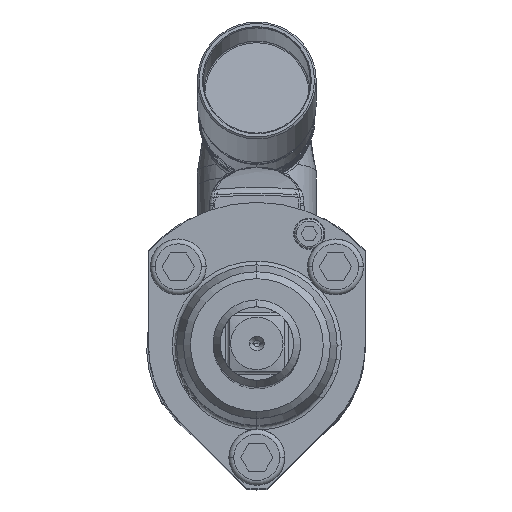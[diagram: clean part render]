
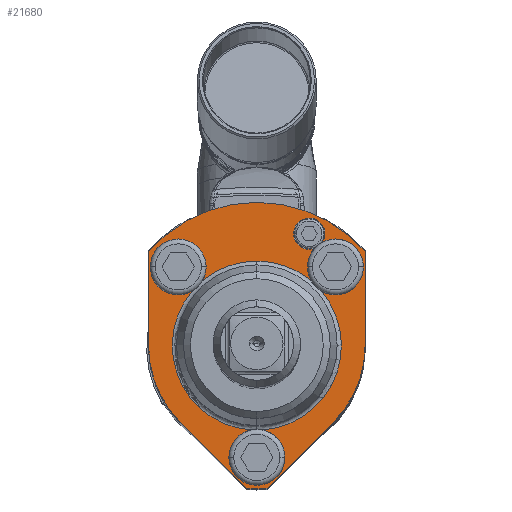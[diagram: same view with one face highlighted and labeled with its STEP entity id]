
A CAD part, top view. The second image highlights one B-rep face of the part: STEP entity #21680.
In plain terms, the highlighted planar face has unit normal (0, 0, 1).
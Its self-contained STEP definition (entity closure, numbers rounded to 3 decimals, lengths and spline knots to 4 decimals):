
#3715=CARTESIAN_POINT('',(0.,0.,19.1732));
#3716=DIRECTION('',(0.,0.,1.));
#3717=DIRECTION('',(0.756,0.654,0.));
#3718=AXIS2_PLACEMENT_3D('',#3715,#3716,#3717);
#3745=CARTESIAN_POINT('',(0.,0.,19.1732));
#3746=DIRECTION('',(0.,0.,1.));
#3747=DIRECTION('',(-0.072,-0.997,0.));
#3748=AXIS2_PLACEMENT_3D('',#3745,#3746,#3747);
#3754=DIRECTION('',(0.,-1.,0.));
#3755=VECTOR('',#3754,1.0564);
#3756=CARTESIAN_POINT('',(-1.2205,1.0564,19.1732));
#3757=LINE('',#3756,#3755);
#3758=DIRECTION('',(0.,-1.,0.));
#3759=VECTOR('',#3758,1.0564);
#3760=CARTESIAN_POINT('',(1.2205,1.0564,19.1732));
#3761=LINE('',#3760,#3759);
#3762=CARTESIAN_POINT('',(0.,0.,19.1732));
#3763=DIRECTION('',(0.,0.,-1.));
#3764=DIRECTION('',(1.,0.,0.));
#3765=AXIS2_PLACEMENT_3D('',#3762,#3763,#3764);
#3767=DIRECTION('',(0.707,0.707,0.));
#3768=VECTOR('',#3767,1.0564);
#3769=CARTESIAN_POINT('',(0.116,-1.61,
19.1732));
#3770=LINE('',#3769,#3768);
#3771=DIRECTION('',(-0.707,0.707,0.));
#3772=VECTOR('',#3771,1.0564);
#3773=CARTESIAN_POINT('',(-0.116,-1.61,
19.1732));
#3774=LINE('',#3773,#3772);
#3775=CARTESIAN_POINT('',(0.,0.,19.1732));
#3776=DIRECTION('',(0.,0.,-1.));
#3777=DIRECTION('',(-0.707,-0.707,0.));
#3778=AXIS2_PLACEMENT_3D('',#3775,#3776,#3777);
#3780=CARTESIAN_POINT('',(0.,-1.2598,19.1732));
#3781=DIRECTION('',(0.,0.,-1.));
#3782=DIRECTION('',(1.,0.,0.));
#3783=AXIS2_PLACEMENT_3D('',#3780,#3781,#3782);
#3785=CARTESIAN_POINT('',(0.,-1.2598,19.1732));
#3786=DIRECTION('',(0.,0.,-1.));
#3787=DIRECTION('',(0.193,0.981,0.));
#3788=AXIS2_PLACEMENT_3D('',#3785,#3786,#3787);
#3790=CARTESIAN_POINT('',(0.,0.,19.1732));
#3791=DIRECTION('',(0.,0.,1.));
#3792=DIRECTION('',(0.064,-0.998,0.));
#3793=AXIS2_PLACEMENT_3D('',#3790,#3791,#3792);
#3795=CARTESIAN_POINT('',(0.8858,0.8858,
19.1732));
#3796=DIRECTION('',(0.,0.,-1.));
#3797=DIRECTION('',(1.,0.,0.));
#3798=AXIS2_PLACEMENT_3D('',#3795,#3796,#3797);
#3800=CARTESIAN_POINT('',(0.8858,0.8858,
19.1732));
#3801=DIRECTION('',(0.,0.,-1.));
#3802=DIRECTION('',(-0.462,0.887,0.));
#3803=AXIS2_PLACEMENT_3D('',#3800,#3801,#3802);
#3805=CARTESIAN_POINT('',(0.5906,1.2598,19.1732));
#3806=DIRECTION('',(0.,0.,-1.));
#3807=DIRECTION('',(0.,1.,0.));
#3808=AXIS2_PLACEMENT_3D('',#3805,#3806,#3807);
#3810=CARTESIAN_POINT('',(0.5906,1.2598,19.1732));
#3811=DIRECTION('',(0.,0.,-1.));
#3812=DIRECTION('',(0.,-1.,0.));
#3813=AXIS2_PLACEMENT_3D('',#3810,#3811,#3812);
#3815=CARTESIAN_POINT('',(0.5906,1.2598,19.1732));
#3816=DIRECTION('',(0.,0.,-1.));
#3817=DIRECTION('',(0.324,-0.946,0.));
#3818=AXIS2_PLACEMENT_3D('',#3815,#3816,#3817);
#3820=CARTESIAN_POINT('',(0.8858,0.8858,
19.1732));
#3821=DIRECTION('',(0.,0.,-1.));
#3822=DIRECTION('',(-1.,0.,0.));
#3823=AXIS2_PLACEMENT_3D('',#3820,#3821,#3822);
#3825=CARTESIAN_POINT('',(0.8858,0.8858,
19.1732));
#3826=DIRECTION('',(0.,0.,-1.));
#3827=DIRECTION('',(-0.869,-0.494,0.));
#3828=AXIS2_PLACEMENT_3D('',#3825,#3826,#3827);
#3830=CARTESIAN_POINT('',(0.,0.,19.1732));
#3831=DIRECTION('',(0.,0.,1.));
#3832=DIRECTION('',(0.642,0.766,0.));
#3833=AXIS2_PLACEMENT_3D('',#3830,#3831,#3832);
#3835=CARTESIAN_POINT('',(0.,0.,19.1732));
#3836=DIRECTION('',(0.,0.,1.));
#3837=DIRECTION('',(0.,1.,0.));
#3838=AXIS2_PLACEMENT_3D('',#3835,#3836,#3837);
#3840=CARTESIAN_POINT('',(-0.8858,0.8858,
19.1732));
#3841=DIRECTION('',(0.,0.,-1.));
#3842=DIRECTION('',(1.,0.,0.));
#3843=AXIS2_PLACEMENT_3D('',#3840,#3841,#3842);
#3845=CARTESIAN_POINT('',(-0.8858,0.8858,
19.1732));
#3846=DIRECTION('',(0.,0.,-1.));
#3847=DIRECTION('',(-1.,0.,0.));
#3848=AXIS2_PLACEMENT_3D('',#3845,#3846,#3847);
#3850=CARTESIAN_POINT('',(-0.8858,0.8858,
19.1732));
#3851=DIRECTION('',(0.,0.,-1.));
#3852=DIRECTION('',(0.494,-0.869,0.));
#3853=AXIS2_PLACEMENT_3D('',#3850,#3851,#3852);
#3855=CARTESIAN_POINT('',(0.,0.,19.1732));
#3856=DIRECTION('',(0.,0.,1.));
#3857=DIRECTION('',(-0.766,0.642,0.));
#3858=AXIS2_PLACEMENT_3D('',#3855,#3856,#3857);
#3860=CARTESIAN_POINT('',(0.,-1.2598,19.1732));
#3861=DIRECTION('',(0.,0.,-1.));
#3862=DIRECTION('',(-1.,0.,0.));
#3863=AXIS2_PLACEMENT_3D('',#3860,#3861,#3862);
#17914=CARTESIAN_POINT('',(-1.2205,1.0564,
19.1732));
#17915=CARTESIAN_POINT('',(-1.2205,0.,19.1732));
#17916=VERTEX_POINT('',#17914);
#17917=VERTEX_POINT('',#17915);
#17918=CARTESIAN_POINT('',(-0.863,-0.863,
19.1732));
#17919=VERTEX_POINT('',#17918);
#17920=CARTESIAN_POINT('',(-0.116,-1.61,
19.1732));
#17921=VERTEX_POINT('',#17920);
#17922=CARTESIAN_POINT('',(0.116,-1.61,
19.1732));
#17923=CARTESIAN_POINT('',(0.863,-0.863,
19.1732));
#17924=VERTEX_POINT('',#17922);
#17925=VERTEX_POINT('',#17923);
#17926=CARTESIAN_POINT('',(1.2205,0.,19.1732));
#17927=VERTEX_POINT('',#17926);
#17928=CARTESIAN_POINT('',(1.2205,1.0564,19.1732));
#17929=VERTEX_POINT('',#17928);
#17942=CARTESIAN_POINT('',(0.,0.9528,19.1732));
#17943=VERTEX_POINT('',#17942);
#17948=CARTESIAN_POINT('',(0.5906,1.0827,
19.1732));
#17949=CARTESIAN_POINT('',(0.5906,1.437,
19.1732));
#17950=VERTEX_POINT('',#17948);
#17951=VERTEX_POINT('',#17949);
#18020=CARTESIAN_POINT('',(-0.5709,0.8858,
19.1732));
#18021=CARTESIAN_POINT('',(-0.612,0.7302,
19.1732));
#18022=VERTEX_POINT('',#18020);
#18023=VERTEX_POINT('',#18021);
#18024=CARTESIAN_POINT('',(-0.7302,0.612,
19.1732));
#18025=CARTESIAN_POINT('',(-1.2008,0.8858,
19.1732));
#18026=VERTEX_POINT('',#18024);
#18027=VERTEX_POINT('',#18025);
#18060=CARTESIAN_POINT('',(1.2008,0.8858,
19.1732));
#18061=CARTESIAN_POINT('',(0.7302,0.612,
19.1732));
#18062=VERTEX_POINT('',#18060);
#18063=VERTEX_POINT('',#18061);
#18064=CARTESIAN_POINT('',(0.612,0.7302,
19.1732));
#18065=CARTESIAN_POINT('',(0.5709,0.8858,
19.1732));
#18066=VERTEX_POINT('',#18064);
#18067=VERTEX_POINT('',#18065);
#18068=CARTESIAN_POINT('',(0.6479,1.0922,
19.1732));
#18069=VERTEX_POINT('',#18068);
#18070=CARTESIAN_POINT('',(0.7403,1.1651,
19.1732));
#18071=VERTEX_POINT('',#18070);
#18104=CARTESIAN_POINT('',(0.315,-1.2598,
19.1732));
#18105=CARTESIAN_POINT('',(-0.315,-1.2598,
19.1732));
#18106=VERTEX_POINT('',#18104);
#18107=VERTEX_POINT('',#18105);
#18108=CARTESIAN_POINT('',(-0.0608,-0.9508,
19.1732));
#18109=VERTEX_POINT('',#18108);
#18110=CARTESIAN_POINT('',(0.0608,-0.9508,
19.1732));
#18111=VERTEX_POINT('',#18110);
#21629=CARTESIAN_POINT('',(0.,0.,19.1732));
#21630=DIRECTION('',(0.,0.,1.));
#21631=DIRECTION('',(0.,1.,0.));
#21632=AXIS2_PLACEMENT_3D('',#21629,#21630,#21631);
#21633=PLANE('',#21632);
#21634=ORIENTED_EDGE('',*,*,#21490,.F.);
#21635=ORIENTED_EDGE('',*,*,#21511,.F.);
#21636=ORIENTED_EDGE('',*,*,#21532,.T.);
#21637=ORIENTED_EDGE('',*,*,#21553,.T.);
#21638=ORIENTED_EDGE('',*,*,#21574,.F.);
#21639=ORIENTED_EDGE('',*,*,#21595,.F.);
#21640=ORIENTED_EDGE('',*,*,#21615,.T.);
#21641=ORIENTED_EDGE('',*,*,#21468,.T.);
#21642=EDGE_LOOP('',(#21634,#21635,#21636,#21637,#21638,#21639,#21640,#21641));
#21643=FACE_OUTER_BOUND('',#21642,.F.);
#21645=ORIENTED_EDGE('',*,*,#21644,.F.);
#21647=ORIENTED_EDGE('',*,*,#21646,.F.);
#21649=ORIENTED_EDGE('',*,*,#21648,.T.);
#21651=ORIENTED_EDGE('',*,*,#21650,.F.);
#21653=ORIENTED_EDGE('',*,*,#21652,.F.);
#21655=ORIENTED_EDGE('',*,*,#21654,.F.);
#21657=ORIENTED_EDGE('',*,*,#21656,.F.);
#21659=ORIENTED_EDGE('',*,*,#21658,.F.);
#21661=ORIENTED_EDGE('',*,*,#21660,.F.);
#21663=ORIENTED_EDGE('',*,*,#21662,.F.);
#21665=ORIENTED_EDGE('',*,*,#21664,.T.);
#21667=ORIENTED_EDGE('',*,*,#21666,.T.);
#21669=ORIENTED_EDGE('',*,*,#21668,.F.);
#21671=ORIENTED_EDGE('',*,*,#21670,.F.);
#21673=ORIENTED_EDGE('',*,*,#21672,.F.);
#21675=ORIENTED_EDGE('',*,*,#21674,.T.);
#21677=ORIENTED_EDGE('',*,*,#21676,.F.);
#21678=EDGE_LOOP('',(#21645,#21647,#21649,#21651,#21653,#21655,#21657,#21659,
#21661,#21663,#21665,#21667,#21669,#21671,#21673,#21675,#21677));
#21679=FACE_BOUND('',#21678,.F.);
#3719=CIRCLE('',#3718,1.6142);
#3749=CIRCLE('',#3748,1.6142);
#3766=CIRCLE('',#3765,1.2205);
#3779=CIRCLE('',#3778,1.2205);
#3784=CIRCLE('',#3783,0.315);
#3789=CIRCLE('',#3788,0.315);
#3794=CIRCLE('',#3793,0.9528);
#3799=CIRCLE('',#3798,0.315);
#3804=CIRCLE('',#3803,0.315);
#3809=CIRCLE('',#3808,0.1772);
#3814=CIRCLE('',#3813,0.1772);
#3819=CIRCLE('',#3818,0.1772);
#3824=CIRCLE('',#3823,0.315);
#3829=CIRCLE('',#3828,0.315);
#3834=CIRCLE('',#3833,0.9528);
#3839=CIRCLE('',#3838,0.9528);
#3844=CIRCLE('',#3843,0.315);
#3849=CIRCLE('',#3848,0.315);
#3854=CIRCLE('',#3853,0.315);
#3859=CIRCLE('',#3858,0.9528);
#3864=CIRCLE('',#3863,0.315);
#21468=EDGE_CURVE('',#17919,#17917,#3779,.T.);
#21490=EDGE_CURVE('',#17916,#17917,#3757,.T.);
#21511=EDGE_CURVE('',#17929,#17916,#3719,.T.);
#21532=EDGE_CURVE('',#17929,#17927,#3761,.T.);
#21553=EDGE_CURVE('',#17927,#17925,#3766,.T.);
#21574=EDGE_CURVE('',#17924,#17925,#3770,.T.);
#21595=EDGE_CURVE('',#17921,#17924,#3749,.T.);
#21615=EDGE_CURVE('',#17921,#17919,#3774,.T.);
#21644=EDGE_CURVE('',#18106,#18107,#3784,.T.);
#21646=EDGE_CURVE('',#18111,#18106,#3789,.T.);
#21648=EDGE_CURVE('',#18111,#18063,#3794,.T.);
#21650=EDGE_CURVE('',#18062,#18063,#3799,.T.);
#21652=EDGE_CURVE('',#18071,#18062,#3804,.T.);
#21654=EDGE_CURVE('',#17951,#18071,#3809,.T.);
#21656=EDGE_CURVE('',#17950,#17951,#3814,.T.);
#21658=EDGE_CURVE('',#18069,#17950,#3819,.T.);
#21660=EDGE_CURVE('',#18067,#18069,#3824,.T.);
#21662=EDGE_CURVE('',#18066,#18067,#3829,.T.);
#21664=EDGE_CURVE('',#18066,#17943,#3834,.T.);
#21666=EDGE_CURVE('',#17943,#18023,#3839,.T.);
#21668=EDGE_CURVE('',#18022,#18023,#3844,.T.);
#21670=EDGE_CURVE('',#18027,#18022,#3849,.T.);
#21672=EDGE_CURVE('',#18026,#18027,#3854,.T.);
#21674=EDGE_CURVE('',#18026,#18109,#3859,.T.);
#21676=EDGE_CURVE('',#18107,#18109,#3864,.T.);
#21680=ADVANCED_FACE('',(#21643,#21679),#21633,.T.);
